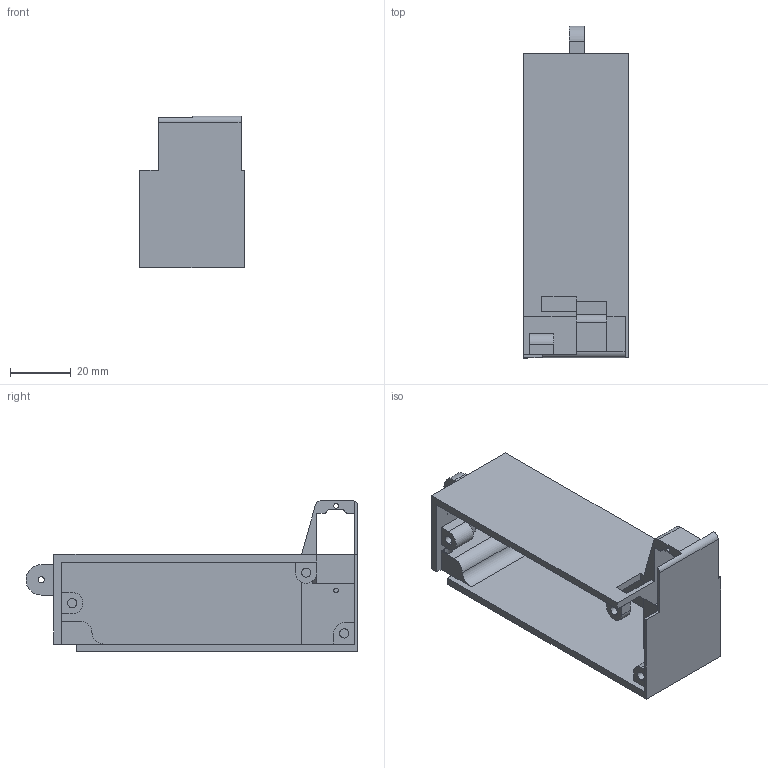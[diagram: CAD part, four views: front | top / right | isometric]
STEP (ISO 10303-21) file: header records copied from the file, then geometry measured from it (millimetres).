
FILE_DESCRIPTION (( 'STEP AP203' ), '1' );
FILE_NAME ('Main ARm(Mirror)_1.STEP', '2024-07-11T18:31:08', ( '微软用户' ), ( '微软中国' ), 'SwSTEP 2.0', 'SolidWorks 2023', '' );
FILE_SCHEMA (( 'CONFIG_CONTROL_DESIGN' ));
Length unit declared in the file: millimetre
Products named in the file (1): Main ARm(Mirror)_1
Bounding box: 34.5 x 109.17 x 49.8 mm (x, y, z)
Volume: 27695.4 mm3; surface area: 26552.2 mm2
Topology: 1 solids, 1 shells, 84 faces, 256 edges, 169 vertices
Faces by surface type: plane 55, cylinder 29
Entity records: 2979 total; most frequent: ORIENTED_EDGE 510, CARTESIAN_POINT 509, DIRECTION 484, EDGE_CURVE 255, VECTOR 196, LINE 196, VERTEX_POINT 169, AXIS2_PLACEMENT_3D 144
